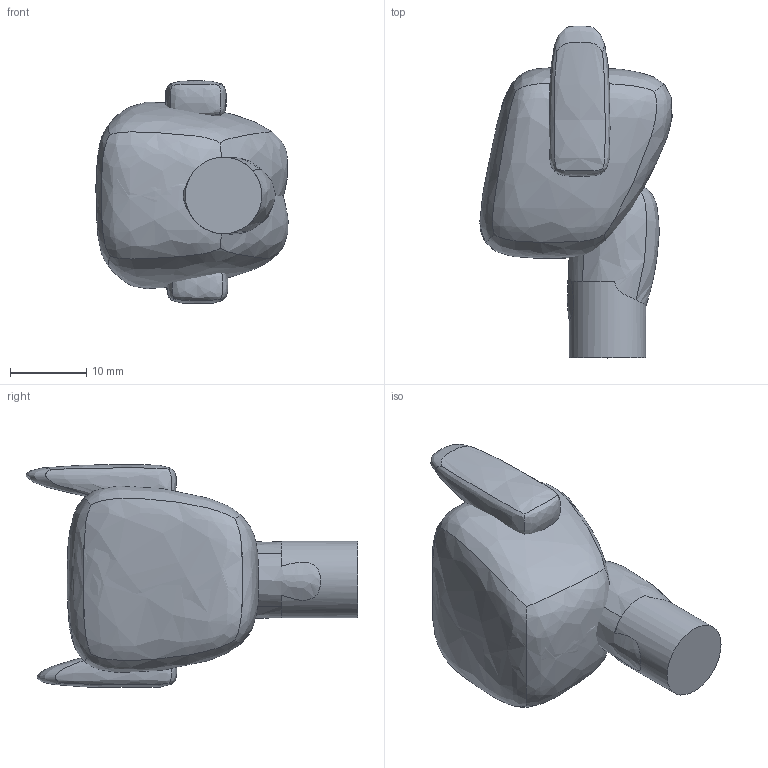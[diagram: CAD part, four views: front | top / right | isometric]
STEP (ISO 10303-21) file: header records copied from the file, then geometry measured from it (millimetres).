
FILE_DESCRIPTION(/* description */ (''),/* implementation_level */ '2;1');
FILE_NAME(/* name */ 'V-cabeza.stp',/* time_stamp */ '2025-02-01T23:07:19-05:00',/* author */ ('USUARIO'),/* organization */ (''),/* preprocessor_version */ 'ST-DEVELOPER v20',/* originating_system */ 'Autodesk Inventor 2024',/* authorisation */ '');
FILE_SCHEMA (('AUTOMOTIVE_DESIGN { 1 0 10303 214 3 1 1 }'));
Length unit declared in the file: millimetre
Products named in the file (1): V-cabeza
Bounding box: 25.14 x 43.38 x 29.1 mm (x, y, z)
Volume: 17884.3 mm3; surface area: 5704 mm2
Topology: 5 solids, 5 shells, 33 faces, 69 edges, 46 vertices
Faces by surface type: bspline 29, plane 3, cylinder 1
Full cylindrical faces by diameter (mm): 10 x1
Entity records: 6415 total; most frequent: CARTESIAN_POINT 5876, ORIENTED_EDGE 138, EDGE_CURVE 69, B_SPLINE_CURVE_WITH_KNOTS 65, VERTEX_POINT 46, FACE_OUTER_BOUND 33, EDGE_LOOP 33, ADVANCED_FACE 33
